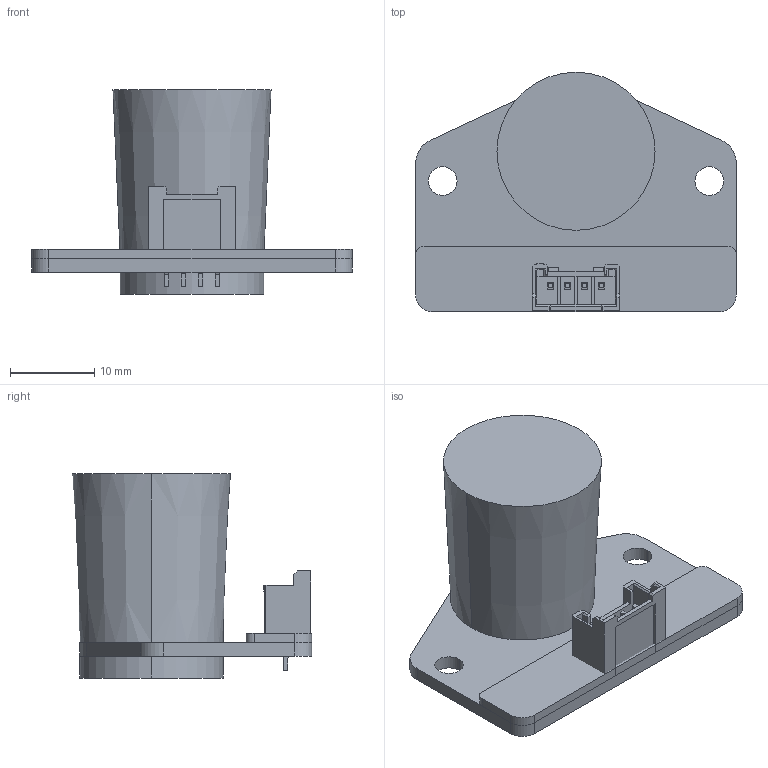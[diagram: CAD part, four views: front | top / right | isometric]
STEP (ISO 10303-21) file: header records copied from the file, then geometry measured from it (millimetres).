
FILE_DESCRIPTION (( 'STEP AP214' ), '1' );
FILE_NAME ('Beacon Rev H Assm.STEP', '2023-11-13T23:44:30', ( '' ), ( '' ), 'SwSTEP 2.0', 'SolidWorks 2022', '' );
FILE_SCHEMA (( 'AUTOMOTIVE_DESIGN' ));
Length unit declared in the file: millimetre
Products named in the file (3): 353620450; Beacon Rev H Assm; BeaconG_LP
Assembly tree (2 placements, depth 2):
  Beacon Rev H Assm
    BeaconG_LP
    353620450
Bounding box: 38 x 28.37 x 24.21 mm (x, y, z)
Volume: 7540.3 mm3; surface area: 5473.2 mm2
Topology: 5 solids, 5 shells, 214 faces, 556 edges, 362 vertices
Faces by surface type: plane 184, cylinder 28, cone 2
Entity records: 6775 total; most frequent: CARTESIAN_POINT 1137, ORIENTED_EDGE 1112, DIRECTION 1054, EDGE_CURVE 556, LINE 496, VECTOR 496, VERTEX_POINT 362, AXIS2_PLACEMENT_3D 279
